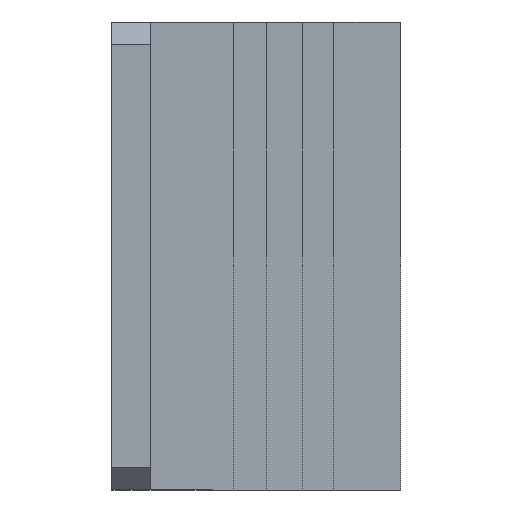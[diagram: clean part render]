
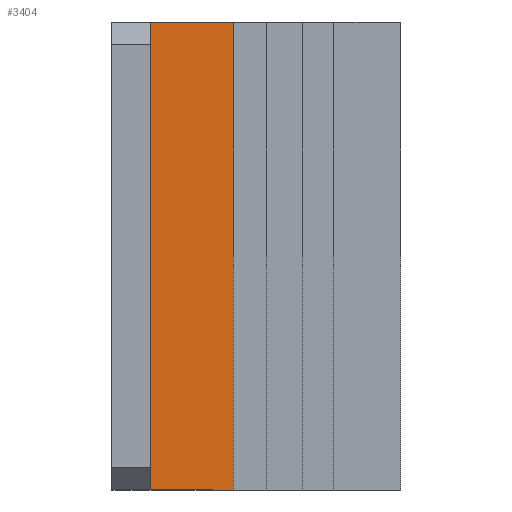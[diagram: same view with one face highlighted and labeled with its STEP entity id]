
A CAD part, left-side view. The second image highlights one B-rep face of the part: STEP entity #3404.
In plain terms, the highlighted planar face has unit normal (-1, 0, 0).
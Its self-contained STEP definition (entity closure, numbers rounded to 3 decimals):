
#78 = PLANE('',#79);
#79 = AXIS2_PLACEMENT_3D('',#80,#81,#82);
#80 = CARTESIAN_POINT('',(-11.095,9.594,
    0.));
#81 = DIRECTION('',(0.,0.,1.));
#82 = DIRECTION('',(0.,1.,0.));
#179 = PLANE('',#180);
#180 = AXIS2_PLACEMENT_3D('',#181,#182,#183);
#181 = CARTESIAN_POINT('',(-9.7,5.75,42.));
#182 = DIRECTION('',(-0.,0.,1.));
#183 = DIRECTION('',(1.,0.,0.));
#1550 = PLANE('',#1551);
#1551 = AXIS2_PLACEMENT_3D('',#1552,#1553,#1554);
#1552 = CARTESIAN_POINT('',(-18.5,5.75,0.));
#1553 = DIRECTION('',(0.,1.,0.));
#1554 = DIRECTION('',(1.,0.,0.));
#1586 = EDGE_CURVE('',#1587,#1589,#1591,.T.);
#1587 = VERTEX_POINT('',#1588);
#1588 = CARTESIAN_POINT('',(-18.5,5.75,0.));
#1589 = VERTEX_POINT('',#1590);
#1590 = CARTESIAN_POINT('',(-18.5,5.75,42.));
#1591 = SURFACE_CURVE('',#1592,(#1596,#1603),.PCURVE_S1.);
#1592 = LINE('',#1593,#1594);
#1593 = CARTESIAN_POINT('',(-18.5,5.75,0.));
#1594 = VECTOR('',#1595,1.);
#1595 = DIRECTION('',(0.,0.,1.));
#1596 = PCURVE('',#1550,#1597);
#1597 = DEFINITIONAL_REPRESENTATION('',(#1598),#1602);
#1598 = LINE('',#1599,#1600);
#1599 = CARTESIAN_POINT('',(0.,0.));
#1600 = VECTOR('',#1601,1.);
#1601 = DIRECTION('',(0.,-1.));
#1602 = ( GEOMETRIC_REPRESENTATION_CONTEXT(2) 
PARAMETRIC_REPRESENTATION_CONTEXT() REPRESENTATION_CONTEXT('2D SPACE',''
  ) );
#1603 = PCURVE('',#1604,#1609);
#1604 = PLANE('',#1605);
#1605 = AXIS2_PLACEMENT_3D('',#1606,#1607,#1608);
#1606 = CARTESIAN_POINT('',(-18.5,9.475,21.));
#1607 = DIRECTION('',(1.,0.,0.));
#1608 = DIRECTION('',(0.,1.,0.));
#1609 = DEFINITIONAL_REPRESENTATION('',(#1610),#1614);
#1610 = LINE('',#1611,#1612);
#1611 = CARTESIAN_POINT('',(-3.725,-21.));
#1612 = VECTOR('',#1613,1.);
#1613 = DIRECTION('',(0.,1.));
#1614 = ( GEOMETRIC_REPRESENTATION_CONTEXT(2) 
PARAMETRIC_REPRESENTATION_CONTEXT() REPRESENTATION_CONTEXT('2D SPACE',''
  ) );
#2547 = EDGE_CURVE('',#1587,#2548,#2550,.T.);
#2548 = VERTEX_POINT('',#2549);
#2549 = CARTESIAN_POINT('',(-18.5,13.2,0.));
#2550 = SURFACE_CURVE('',#2551,(#2555,#2562),.PCURVE_S1.);
#2551 = LINE('',#2552,#2553);
#2552 = CARTESIAN_POINT('',(-18.5,5.75,0.));
#2553 = VECTOR('',#2554,1.);
#2554 = DIRECTION('',(0.,1.,0.));
#2555 = PCURVE('',#78,#2556);
#2556 = DEFINITIONAL_REPRESENTATION('',(#2557),#2561);
#2557 = LINE('',#2558,#2559);
#2558 = CARTESIAN_POINT('',(-3.844,7.405));
#2559 = VECTOR('',#2560,1.);
#2560 = DIRECTION('',(1.,0.));
#2561 = ( GEOMETRIC_REPRESENTATION_CONTEXT(2) 
PARAMETRIC_REPRESENTATION_CONTEXT() REPRESENTATION_CONTEXT('2D SPACE',''
  ) );
#2562 = PCURVE('',#1604,#2563);
#2563 = DEFINITIONAL_REPRESENTATION('',(#2564),#2568);
#2564 = LINE('',#2565,#2566);
#2565 = CARTESIAN_POINT('',(-3.725,-21.));
#2566 = VECTOR('',#2567,1.);
#2567 = DIRECTION('',(1.,0.));
#2568 = ( GEOMETRIC_REPRESENTATION_CONTEXT(2) 
PARAMETRIC_REPRESENTATION_CONTEXT() REPRESENTATION_CONTEXT('2D SPACE',''
  ) );
#2586 = PLANE('',#2587);
#2587 = AXIS2_PLACEMENT_3D('',#2588,#2589,#2590);
#2588 = CARTESIAN_POINT('',(-18.5,13.2,42.));
#2589 = DIRECTION('',(0.,1.,0.));
#2590 = DIRECTION('',(0.,0.,1.));
#2665 = VERTEX_POINT('',#2666);
#2666 = CARTESIAN_POINT('',(-18.5,13.2,42.));
#2689 = EDGE_CURVE('',#2548,#2665,#2690,.T.);
#2690 = SURFACE_CURVE('',#2691,(#2695,#2702),.PCURVE_S1.);
#2691 = LINE('',#2692,#2693);
#2692 = CARTESIAN_POINT('',(-18.5,13.2,0.));
#2693 = VECTOR('',#2694,1.);
#2694 = DIRECTION('',(0.,0.,1.));
#2695 = PCURVE('',#2586,#2696);
#2696 = DEFINITIONAL_REPRESENTATION('',(#2697),#2701);
#2697 = LINE('',#2698,#2699);
#2698 = CARTESIAN_POINT('',(-42.,0.));
#2699 = VECTOR('',#2700,1.);
#2700 = DIRECTION('',(1.,0.));
#2701 = ( GEOMETRIC_REPRESENTATION_CONTEXT(2) 
PARAMETRIC_REPRESENTATION_CONTEXT() REPRESENTATION_CONTEXT('2D SPACE',''
  ) );
#2702 = PCURVE('',#1604,#2703);
#2703 = DEFINITIONAL_REPRESENTATION('',(#2704),#2708);
#2704 = LINE('',#2705,#2706);
#2705 = CARTESIAN_POINT('',(3.725,-21.));
#2706 = VECTOR('',#2707,1.);
#2707 = DIRECTION('',(0.,1.));
#2708 = ( GEOMETRIC_REPRESENTATION_CONTEXT(2) 
PARAMETRIC_REPRESENTATION_CONTEXT() REPRESENTATION_CONTEXT('2D SPACE',''
  ) );
#3377 = EDGE_CURVE('',#1589,#2665,#3378,.T.);
#3378 = SURFACE_CURVE('',#3379,(#3383,#3390),.PCURVE_S1.);
#3379 = LINE('',#3380,#3381);
#3380 = CARTESIAN_POINT('',(-18.5,9.25,42.));
#3381 = VECTOR('',#3382,1.);
#3382 = DIRECTION('',(0.,1.,0.));
#3383 = PCURVE('',#179,#3384);
#3384 = DEFINITIONAL_REPRESENTATION('',(#3385),#3389);
#3385 = LINE('',#3386,#3387);
#3386 = CARTESIAN_POINT('',(-8.8,3.5));
#3387 = VECTOR('',#3388,1.);
#3388 = DIRECTION('',(0.,1.));
#3389 = ( GEOMETRIC_REPRESENTATION_CONTEXT(2) 
PARAMETRIC_REPRESENTATION_CONTEXT() REPRESENTATION_CONTEXT('2D SPACE',''
  ) );
#3390 = PCURVE('',#1604,#3391);
#3391 = DEFINITIONAL_REPRESENTATION('',(#3392),#3396);
#3392 = LINE('',#3393,#3394);
#3393 = CARTESIAN_POINT('',(-0.225,21.));
#3394 = VECTOR('',#3395,1.);
#3395 = DIRECTION('',(1.,0.));
#3396 = ( GEOMETRIC_REPRESENTATION_CONTEXT(2) 
PARAMETRIC_REPRESENTATION_CONTEXT() REPRESENTATION_CONTEXT('2D SPACE',''
  ) );
#3404 = ADVANCED_FACE('',(#3405),#1604,.F.);
#3405 = FACE_BOUND('',#3406,.T.);
#3406 = EDGE_LOOP('',(#3407,#3408,#3409,#3410));
#3407 = ORIENTED_EDGE('',*,*,#1586,.T.);
#3408 = ORIENTED_EDGE('',*,*,#3377,.T.);
#3409 = ORIENTED_EDGE('',*,*,#2689,.F.);
#3410 = ORIENTED_EDGE('',*,*,#2547,.F.);
